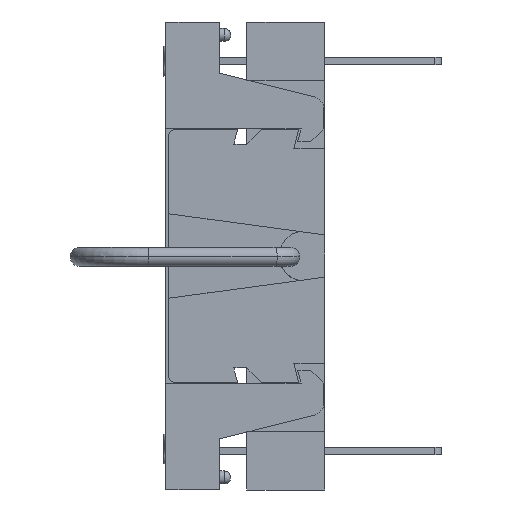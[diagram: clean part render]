
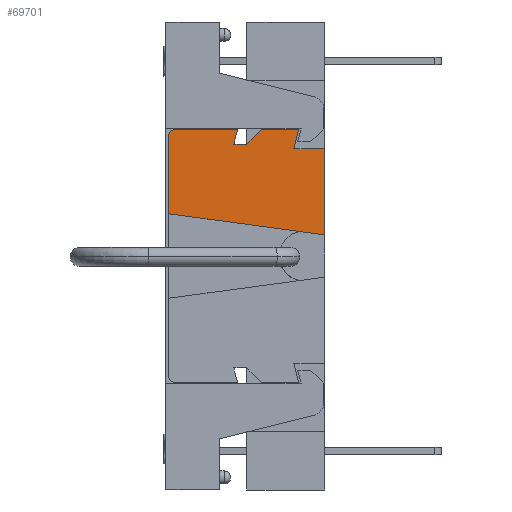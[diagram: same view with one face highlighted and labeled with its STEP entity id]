
A CAD part, left-side view. The second image highlights one B-rep face of the part: STEP entity #69701.
In plain terms, the highlighted planar face has unit normal (-1, 0, 0).
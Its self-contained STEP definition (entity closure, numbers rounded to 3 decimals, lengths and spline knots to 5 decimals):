
#6233=FACE_OUTER_BOUND('',#9843,.T.);
#9843=EDGE_LOOP('',(#60216,#60217,#60218,#60219,#60220,#60221,#60222,#60223,
#60224,#60225,#60226));
#10770=CIRCLE('',#73009,0.01);
#13683=LINE('',#107579,#21044);
#17911=LINE('',#116456,#25272);
#17963=LINE('',#116566,#25324);
#17965=LINE('',#116569,#25326);
#17968=LINE('',#116575,#25329);
#17970=LINE('',#116579,#25331);
#17972=LINE('',#116583,#25333);
#17979=LINE('',#116597,#25340);
#17980=LINE('',#116599,#25341);
#17982=LINE('',#116603,#25343);
#21044=VECTOR('',#79170,0.3937);
#25272=VECTOR('',#86600,0.3937);
#25324=VECTOR('',#86706,0.3937);
#25326=VECTOR('',#86710,0.3937);
#25329=VECTOR('',#86715,0.3937);
#25331=VECTOR('',#86719,0.3937);
#25333=VECTOR('',#86723,0.3937);
#25340=VECTOR('',#86736,0.3937);
#25341=VECTOR('',#86739,0.3937);
#25343=VECTOR('',#86745,0.3937);
#28855=VERTEX_POINT('',#107576);
#28856=VERTEX_POINT('',#107578);
#31903=VERTEX_POINT('',#116453);
#31904=VERTEX_POINT('',#116455);
#31905=VERTEX_POINT('',#116459);
#31934=VERTEX_POINT('',#116563);
#31935=VERTEX_POINT('',#116565);
#31936=VERTEX_POINT('',#116571);
#31937=VERTEX_POINT('',#116573);
#31938=VERTEX_POINT('',#116577);
#31939=VERTEX_POINT('',#116581);
#36944=EDGE_CURVE('',#28856,#28855,#13683,.T.);
#41485=EDGE_CURVE('',#31904,#31903,#17911,.T.);
#41487=EDGE_CURVE('',#31904,#31905,#10770,.T.);
#41542=EDGE_CURVE('',#31935,#31934,#17963,.T.);
#41544=EDGE_CURVE('',#28855,#31935,#17965,.T.);
#41547=EDGE_CURVE('',#31936,#31937,#17968,.T.);
#41549=EDGE_CURVE('',#31937,#31938,#17970,.T.);
#41551=EDGE_CURVE('',#31938,#31939,#17972,.T.);
#41558=EDGE_CURVE('',#31903,#28856,#17979,.T.);
#41559=EDGE_CURVE('',#31939,#31905,#17980,.T.);
#41561=EDGE_CURVE('',#31934,#31936,#17982,.T.);
#60216=ORIENTED_EDGE('',*,*,#41487,.F.);
#60217=ORIENTED_EDGE('',*,*,#41485,.T.);
#60218=ORIENTED_EDGE('',*,*,#41558,.T.);
#60219=ORIENTED_EDGE('',*,*,#36944,.T.);
#60220=ORIENTED_EDGE('',*,*,#41544,.T.);
#60221=ORIENTED_EDGE('',*,*,#41542,.T.);
#60222=ORIENTED_EDGE('',*,*,#41561,.T.);
#60223=ORIENTED_EDGE('',*,*,#41547,.T.);
#60224=ORIENTED_EDGE('',*,*,#41549,.T.);
#60225=ORIENTED_EDGE('',*,*,#41551,.T.);
#60226=ORIENTED_EDGE('',*,*,#41559,.T.);
#63123=PLANE('',#73044);
#69701=ADVANCED_FACE('',(#6233),#63123,.F.);
#73009=AXIS2_PLACEMENT_3D('',#116460,#86604,#86605);
#73044=AXIS2_PLACEMENT_3D('',#116602,#86743,#86744);
#79170=DIRECTION('',(0.,0.,1.));
#86600=DIRECTION('',(0.,0.,-1.));
#86604=DIRECTION('center_axis',(1.,0.,0.));
#86605=DIRECTION('ref_axis',(0.,0.707,0.707));
#86706=DIRECTION('',(0.,-0.247,0.969));
#86710=DIRECTION('',(0.,1.,0.));
#86715=DIRECTION('',(0.,0.707,-0.707));
#86719=DIRECTION('',(0.,1.,0.));
#86723=DIRECTION('',(0.,-0.247,0.969));
#86736=DIRECTION('',(0.,-0.991,-0.134));
#86739=DIRECTION('',(0.,1.,0.));
#86743=DIRECTION('center_axis',(1.,0.,0.));
#86744=DIRECTION('ref_axis',(0.,0.,-1.));
#86745=DIRECTION('',(0.,1.,0.));
#107576=CARTESIAN_POINT('',(-1.23335,-0.10002,0.165));
#107578=CARTESIAN_POINT('',(-1.23335,-0.10002,0.0325));
#107579=CARTESIAN_POINT('',(-1.23335,-0.10002,0.0975));
#116453=CARTESIAN_POINT('',(-1.23335,0.13998,0.065));
#116455=CARTESIAN_POINT('',(-1.23335,0.13998,0.185));
#116456=CARTESIAN_POINT('',(-1.23335,0.13998,-0.0975));
#116459=CARTESIAN_POINT('',(-1.23335,0.12998,0.195));
#116460=CARTESIAN_POINT('Origin',(-1.23335,0.12998,0.185));
#116563=CARTESIAN_POINT('',(-1.23335,-0.06002,0.195));
#116565=CARTESIAN_POINT('',(-1.23335,-0.05237,0.165));
#116566=CARTESIAN_POINT('',(-1.23335,-0.03426,0.09387));
#116569=CARTESIAN_POINT('',(-1.23335,-0.01619,0.165));
#116571=CARTESIAN_POINT('',(-1.23335,-0.00302,0.195));
#116573=CARTESIAN_POINT('',(-1.23335,0.01998,0.172));
#116575=CARTESIAN_POINT('',(-1.23335,0.06298,0.129));
#116577=CARTESIAN_POINT('',(-1.23335,0.03998,0.172));
#116579=CARTESIAN_POINT('',(-1.23335,0.02998,0.172));
#116581=CARTESIAN_POINT('',(-1.23335,0.03413,0.195));
#116583=CARTESIAN_POINT('',(-1.23335,0.05668,0.10646));
#116597=CARTESIAN_POINT('',(-1.23335,-0.04326,0.04019));
#116599=CARTESIAN_POINT('',(-1.23335,0.07998,0.195));
#116602=CARTESIAN_POINT('Origin',(-1.23335,0.01998,
0.));
#116603=CARTESIAN_POINT('',(-1.23335,0.07998,0.195));
